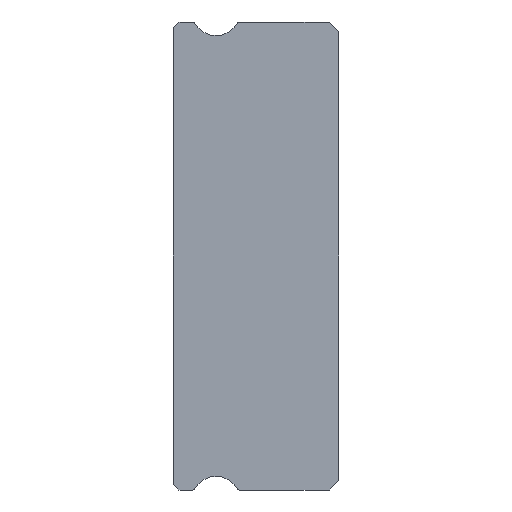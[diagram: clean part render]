
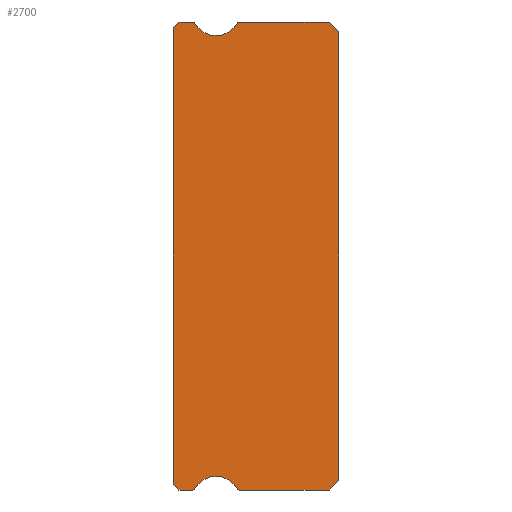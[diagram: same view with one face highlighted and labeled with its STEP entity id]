
A CAD part, left-side view. The second image highlights one B-rep face of the part: STEP entity #2700.
In plain terms, the highlighted planar face has unit normal (-1, 0, 0).
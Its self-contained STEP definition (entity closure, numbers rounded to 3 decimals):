
#5 = CARTESIAN_POINT ( 'NONE',  ( -15., 0.5, 12. ) ) ;
#33 = CIRCLE ( 'NONE', #205, 1.25 ) ;
#71 = ORIENTED_EDGE ( 'NONE', *, *, #2157, .T. ) ;
#136 = ORIENTED_EDGE ( 'NONE', *, *, #2228, .F. ) ;
#148 = DIRECTION ( 'NONE',  ( 0., 0., -1. ) ) ;
#150 = VERTEX_POINT ( 'NONE', #986 ) ;
#155 = EDGE_CURVE ( 'NONE', #810, #1733, #2223, .T. ) ;
#167 = CARTESIAN_POINT ( 'NONE',  ( -15., 0., 11.5 ) ) ;
#172 = CARTESIAN_POINT ( 'NONE',  ( -15., 5.088, -11.85 ) ) ;
#204 = CARTESIAN_POINT ( 'NONE',  ( -15., 7.512, 11.85 ) ) ;
#205 = AXIS2_PLACEMENT_3D ( 'NONE', #1237, #1927, #1970 ) ;
#207 = CARTESIAN_POINT ( 'NONE',  ( -15., 5.217, -11.925 ) ) ;
#256 = CARTESIAN_POINT ( 'NONE',  ( -15., 7.512, -12. ) ) ;
#278 = ORIENTED_EDGE ( 'NONE', *, *, #2305, .F. ) ;
#289 = AXIS2_PLACEMENT_3D ( 'NONE', #172, #1203, #2416 ) ;
#313 = DIRECTION ( 'NONE',  ( 0., 0.707, -0.707 ) ) ;
#322 = EDGE_LOOP ( 'NONE', ( #1339, #2378, #71, #1985, #136, #2886, #435, #3078, #592, #937, #1832, #2123, #602, #278, #639, #1842, #760 ) ) ;
#325 = EDGE_CURVE ( 'NONE', #2063, #1975, #895, .T. ) ;
#405 = DIRECTION ( 'NONE',  ( 1., 0., 0. ) ) ;
#407 = DIRECTION ( 'NONE',  ( 1., 0., 0. ) ) ;
#435 = ORIENTED_EDGE ( 'NONE', *, *, #555, .F. ) ;
#441 = VERTEX_POINT ( 'NONE', #1449 ) ;
#448 = CARTESIAN_POINT ( 'NONE',  ( -15., 8.5, 11.7 ) ) ;
#450 = EDGE_CURVE ( 'NONE', #3068, #2967, #1921, .T. ) ;
#451 = DIRECTION ( 'NONE',  ( 0., 0., -1. ) ) ;
#522 = VERTEX_POINT ( 'NONE', #2952 ) ;
#535 = VECTOR ( 'NONE', #557, 1000. ) ;
#545 = DIRECTION ( 'NONE',  ( 0., 0.707, -0.707 ) ) ;
#555 = EDGE_CURVE ( 'NONE', #522, #1060, #2212, .T. ) ;
#557 = DIRECTION ( 'NONE',  ( 0., -1., 0. ) ) ;
#572 = VECTOR ( 'NONE', #1372, 1000. ) ;
#592 = ORIENTED_EDGE ( 'NONE', *, *, #450, .T. ) ;
#602 = ORIENTED_EDGE ( 'NONE', *, *, #893, .F. ) ;
#609 = CARTESIAN_POINT ( 'NONE',  ( -15., 7.383, -11.925 ) ) ;
#637 = VECTOR ( 'NONE', #1670, 1000. ) ;
#639 = ORIENTED_EDGE ( 'NONE', *, *, #847, .F. ) ;
#643 = LINE ( 'NONE', #1919, #572 ) ;
#760 = ORIENTED_EDGE ( 'NONE', *, *, #325, .T. ) ;
#761 = CARTESIAN_POINT ( 'NONE',  ( -15., 5.088, -12. ) ) ;
#772 = CARTESIAN_POINT ( 'NONE',  ( -15., 8.5, -11.7 ) ) ;
#810 = VERTEX_POINT ( 'NONE', #609 ) ;
#834 = EDGE_CURVE ( 'NONE', #150, #1133, #1172, .T. ) ;
#847 = EDGE_CURVE ( 'NONE', #2578, #441, #1326, .T. ) ;
#855 = DIRECTION ( 'NONE',  ( -1., 0., 0. ) ) ;
#868 = DIRECTION ( 'NONE',  ( 0., 1., 0. ) ) ;
#892 = CARTESIAN_POINT ( 'NONE',  ( -15., 6.3, 12.55 ) ) ;
#893 = EDGE_CURVE ( 'NONE', #1567, #1945, #33, .T. ) ;
#895 = LINE ( 'NONE', #2815, #1491 ) ;
#937 = ORIENTED_EDGE ( 'NONE', *, *, #1093, .F. ) ;
#970 = DIRECTION ( 'NONE',  ( 0., 0., -1. ) ) ;
#972 = CARTESIAN_POINT ( 'NONE',  ( -15., 7.512, 11.85 ) ) ;
#973 = DIRECTION ( 'NONE',  ( 0., 0., -1. ) ) ;
#986 = CARTESIAN_POINT ( 'NONE',  ( -15., 5.088, 12. ) ) ;
#1026 = AXIS2_PLACEMENT_3D ( 'NONE', #2666, #1163, #3134 ) ;
#1036 = DIRECTION ( 'NONE',  ( 0., -0.707, -0.707 ) ) ;
#1060 = VERTEX_POINT ( 'NONE', #761 ) ;
#1092 = DIRECTION ( 'NONE',  ( 0., 0., -1. ) ) ;
#1093 = EDGE_CURVE ( 'NONE', #1133, #2967, #3035, .T. ) ;
#1133 = VERTEX_POINT ( 'NONE', #2065 ) ;
#1163 = DIRECTION ( 'NONE',  ( -1., 0., 0. ) ) ;
#1167 = VECTOR ( 'NONE', #313, 1000. ) ;
#1172 = LINE ( 'NONE', #2166, #2171 ) ;
#1203 = DIRECTION ( 'NONE',  ( 1., 0., 0. ) ) ;
#1237 = CARTESIAN_POINT ( 'NONE',  ( -15., 6.3, 12.55 ) ) ;
#1241 = EDGE_CURVE ( 'NONE', #3068, #522, #2869, .T. ) ;
#1295 = EDGE_CURVE ( 'NONE', #1060, #1558, #2373, .T. ) ;
#1326 = CIRCLE ( 'NONE', #1755, 0.15 ) ;
#1339 = ORIENTED_EDGE ( 'NONE', *, *, #2042, .F. ) ;
#1372 = DIRECTION ( 'NONE',  ( 0., -0.707, -0.707 ) ) ;
#1445 = CARTESIAN_POINT ( 'NONE',  ( -15., 0., -11.5 ) ) ;
#1449 = CARTESIAN_POINT ( 'NONE',  ( -15., 7.383, 11.925 ) ) ;
#1491 = VECTOR ( 'NONE', #545, 1000. ) ;
#1498 = DIRECTION ( 'NONE',  ( 0., 0., 1. ) ) ;
#1546 = LINE ( 'NONE', #256, #535 ) ;
#1547 = CIRCLE ( 'NONE', #1026, 1.25 ) ;
#1558 = VERTEX_POINT ( 'NONE', #207 ) ;
#1567 = VERTEX_POINT ( 'NONE', #1728 ) ;
#1647 = CARTESIAN_POINT ( 'NONE',  ( -15., 8.2, 12. ) ) ;
#1670 = DIRECTION ( 'NONE',  ( 0., 0., 1. ) ) ;
#1688 = DIRECTION ( 'NONE',  ( 0., -1., 0. ) ) ;
#1723 = DIRECTION ( 'NONE',  ( 1., 0., 0. ) ) ;
#1728 = CARTESIAN_POINT ( 'NONE',  ( -15., 6.3, 11.3 ) ) ;
#1733 = VERTEX_POINT ( 'NONE', #3024 ) ;
#1755 = AXIS2_PLACEMENT_3D ( 'NONE', #204, #407, #973 ) ;
#1756 = AXIS2_PLACEMENT_3D ( 'NONE', #972, #1723, #451 ) ;
#1808 = VERTEX_POINT ( 'NONE', #772 ) ;
#1832 = ORIENTED_EDGE ( 'NONE', *, *, #834, .F. ) ;
#1833 = CARTESIAN_POINT ( 'NONE',  ( -15., 5.088, 11.85 ) ) ;
#1842 = ORIENTED_EDGE ( 'NONE', *, *, #2587, .T. ) ;
#1919 = CARTESIAN_POINT ( 'NONE',  ( -15., 8.2, -12. ) ) ;
#1921 = LINE ( 'NONE', #2937, #637 ) ;
#1927 = DIRECTION ( 'NONE',  ( -1., 0., 0. ) ) ;
#1945 = VERTEX_POINT ( 'NONE', #3229 ) ;
#1961 = CARTESIAN_POINT ( 'NONE',  ( -15., 7.512, -12. ) ) ;
#1970 = DIRECTION ( 'NONE',  ( 0., 0., -1. ) ) ;
#1975 = VERTEX_POINT ( 'NONE', #448 ) ;
#1981 = CARTESIAN_POINT ( 'NONE',  ( -15., 7.512, -11.85 ) ) ;
#1985 = ORIENTED_EDGE ( 'NONE', *, *, #155, .F. ) ;
#2042 = EDGE_CURVE ( 'NONE', #1808, #1975, #2714, .T. ) ;
#2063 = VERTEX_POINT ( 'NONE', #2522 ) ;
#2065 = CARTESIAN_POINT ( 'NONE',  ( -15., 0.5, 12. ) ) ;
#2123 = ORIENTED_EDGE ( 'NONE', *, *, #2680, .F. ) ;
#2129 = CARTESIAN_POINT ( 'NONE',  ( -15., 7.512, 12. ) ) ;
#2157 = EDGE_CURVE ( 'NONE', #2811, #1733, #1546, .T. ) ;
#2166 = CARTESIAN_POINT ( 'NONE',  ( -15., 7.512, 12. ) ) ;
#2171 = VECTOR ( 'NONE', #1688, 1000. ) ;
#2173 = LINE ( 'NONE', #1647, #2315 ) ;
#2212 = LINE ( 'NONE', #1961, #3174 ) ;
#2223 = CIRCLE ( 'NONE', #2899, 0.15 ) ;
#2228 = EDGE_CURVE ( 'NONE', #1558, #810, #1547, .T. ) ;
#2237 = FACE_OUTER_BOUND ( 'NONE', #322, .T. ) ;
#2263 = EDGE_CURVE ( 'NONE', #1808, #2811, #643, .T. ) ;
#2305 = EDGE_CURVE ( 'NONE', #441, #1567, #3281, .T. ) ;
#2315 = VECTOR ( 'NONE', #868, 1000. ) ;
#2373 = CIRCLE ( 'NONE', #289, 0.15 ) ;
#2378 = ORIENTED_EDGE ( 'NONE', *, *, #2263, .T. ) ;
#2416 = DIRECTION ( 'NONE',  ( 0., 0., -1. ) ) ;
#2467 = PLANE ( 'NONE',  #1756 ) ;
#2522 = CARTESIAN_POINT ( 'NONE',  ( -15., 8.2, 12. ) ) ;
#2578 = VERTEX_POINT ( 'NONE', #2129 ) ;
#2587 = EDGE_CURVE ( 'NONE', #2578, #2063, #2173, .T. ) ;
#2666 = CARTESIAN_POINT ( 'NONE',  ( -15., 6.3, -12.55 ) ) ;
#2680 = EDGE_CURVE ( 'NONE', #1945, #150, #2705, .T. ) ;
#2700 = ADVANCED_FACE ( 'NONE', ( #2237 ), #2467, .F. ) ;
#2705 = CIRCLE ( 'NONE', #2912, 0.15 ) ;
#2714 = LINE ( 'NONE', #3274, #2764 ) ;
#2738 = DIRECTION ( 'NONE',  ( 0., 1., 0. ) ) ;
#2764 = VECTOR ( 'NONE', #1498, 1000. ) ;
#2781 = VECTOR ( 'NONE', #1036, 1000. ) ;
#2811 = VERTEX_POINT ( 'NONE', #3141 ) ;
#2815 = CARTESIAN_POINT ( 'NONE',  ( -15., 8.5, 11.7 ) ) ;
#2836 = DIRECTION ( 'NONE',  ( 1., 0., 0. ) ) ;
#2869 = LINE ( 'NONE', #3115, #1167 ) ;
#2886 = ORIENTED_EDGE ( 'NONE', *, *, #1295, .F. ) ;
#2899 = AXIS2_PLACEMENT_3D ( 'NONE', #1981, #405, #970 ) ;
#2912 = AXIS2_PLACEMENT_3D ( 'NONE', #1833, #2836, #1092 ) ;
#2937 = CARTESIAN_POINT ( 'NONE',  ( -15., 0., 11.5 ) ) ;
#2952 = CARTESIAN_POINT ( 'NONE',  ( -15., 0.5, -12. ) ) ;
#2967 = VERTEX_POINT ( 'NONE', #167 ) ;
#3024 = CARTESIAN_POINT ( 'NONE',  ( -15., 7.512, -12. ) ) ;
#3035 = LINE ( 'NONE', #5, #2781 ) ;
#3068 = VERTEX_POINT ( 'NONE', #1445 ) ;
#3078 = ORIENTED_EDGE ( 'NONE', *, *, #1241, .F. ) ;
#3110 = AXIS2_PLACEMENT_3D ( 'NONE', #892, #855, #148 ) ;
#3115 = CARTESIAN_POINT ( 'NONE',  ( -15., 0., -11.5 ) ) ;
#3134 = DIRECTION ( 'NONE',  ( 0., 0., -1. ) ) ;
#3141 = CARTESIAN_POINT ( 'NONE',  ( -15., 8.2, -12. ) ) ;
#3174 = VECTOR ( 'NONE', #2738, 1000. ) ;
#3229 = CARTESIAN_POINT ( 'NONE',  ( -15., 5.217, 11.925 ) ) ;
#3274 = CARTESIAN_POINT ( 'NONE',  ( -15., 8.5, 11.85 ) ) ;
#3281 = CIRCLE ( 'NONE', #3110, 1.25 ) ;
